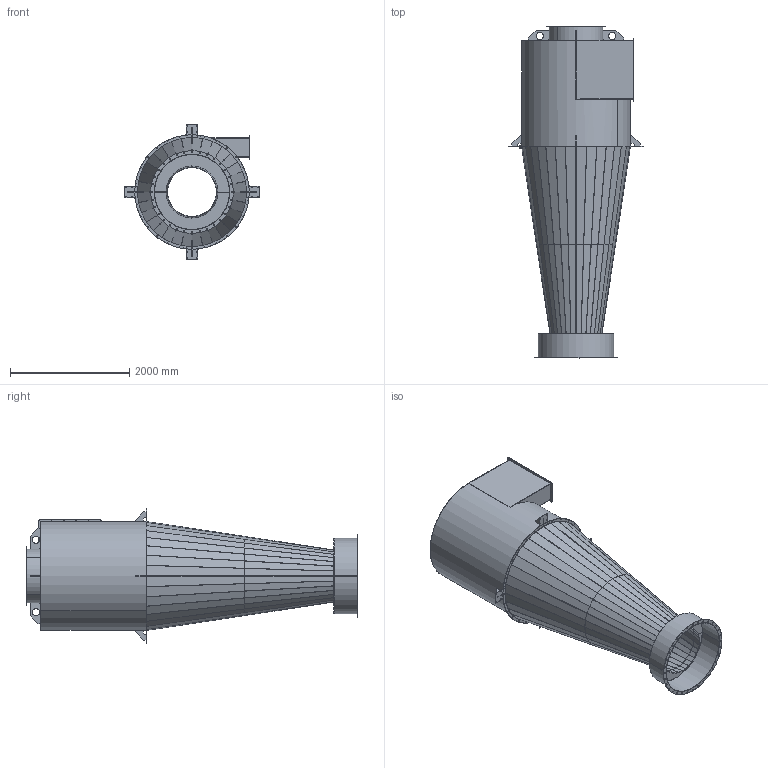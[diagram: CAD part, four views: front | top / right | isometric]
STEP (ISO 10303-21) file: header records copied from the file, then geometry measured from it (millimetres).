
FILE_DESCRIPTION (( 'STEP AP203' ), '1' );
FILE_NAME ('CY0020.STEP', '2023-11-28T11:22:12', ( '' ), ( '' ), 'SwSTEP 2.0', 'SolidWorks 2022', '' );
FILE_SCHEMA (( 'CONFIG_CONTROL_DESIGN' ));
Length unit declared in the file: millimetre
Products named in the file (23): PH-D013-17 - FLANGE 330x990_Výchozí; CO-S395-04 - PART_Výchozí; CO-S395-03 - PART_Výchozí; BOLT JOINT - B+W-W+N_M10x30-X10-W; CO-S395-02 - PART_Výchozí; CY0020; CO-S394-00 - INPUT_Výchozí; CO-S395-00 - CONE_Výchozí; PRGG-DNXXXX - FLANGE G&G_PRGG-DN900; PRGG-DNXXXX - FLANGE G&G_PRGG-DN1250; CO-S396-04 - PART_Výchozí; CO-S396-01 - PART_Výchozí; CO-S396-02 - PART_Výchozí; CO-S395-05 - PART_Výchozí; CO-CYGG-650-00 - CW 10-23_Výchozí; CO-S397-00 - CYCLONE_Výchozí; CO-S396-07 - PART_Výchozí; CO-S394-02 - PART_Výchozí; CO-S396-05 - PART_Výchozí; CO-S394-01 - PART_Výchozí; CO-S396-06 - PART_Výchozí; CO-S396-03 - PART_Výchozí; CO-S395-01 - PART_Výchozí
Assembly tree (43 placements, depth 5):
  CY0020
    CO-CYGG-650-00 - CW 10-23_Výchozí
      CO-S397-00 - CYCLONE_Výchozí
        CO-S396-01 - PART_Výchozí
        CO-S396-02 - PART_Výchozí  x4
        CO-S396-03 - PART_Výchozí
        CO-S396-04 - PART_Výchozí
        CO-S396-05 - PART_Výchozí  x4
        CO-S396-06 - PART_Výchozí  x4
        CO-S394-00 - INPUT_Výchozí
          CO-S394-01 - PART_Výchozí
          CO-S394-02 - PART_Výchozí
          PH-D013-17 - FLANGE 330x990_Výchozí  x2
        PRGG-DNXXXX - FLANGE G&G_PRGG-DN900
        CO-S396-07 - PART_Výchozí
      CO-S395-00 - CONE_Výchozí
        CO-S395-01 - PART_Výchozí  x2
        CO-S395-02 - PART_Výchozí  x2
        CO-S395-03 - PART_Výchozí  x4
        CO-S395-04 - PART_Výchozí  x4
        CO-S395-05 - PART_Výchozí  x4
        PRGG-DNXXXX - FLANGE G&G_PRGG-DN1250
      BOLT JOINT - B+W-W+N_M10x30-X10-W
Bounding box: 2267 x 5575 x 2267 mm (x, y, z)
Volume: 139957932.9 mm3; surface area: 70342120.5 mm2
Topology: 39 solids, 39 shells, 1097 faces, 2566 edges, 1552 vertices
Faces by surface type: plane 533, cylinder 480, bspline 84
Entity records: 17665 total; most frequent: CARTESIAN_POINT 3060, DIRECTION 2545, ORIENTED_EDGE 2276, EDGE_CURVE 1138, AXIS2_PLACEMENT_3D 953, VERTEX_POINT 712, EDGE_LOOP 642, VECTOR 639
